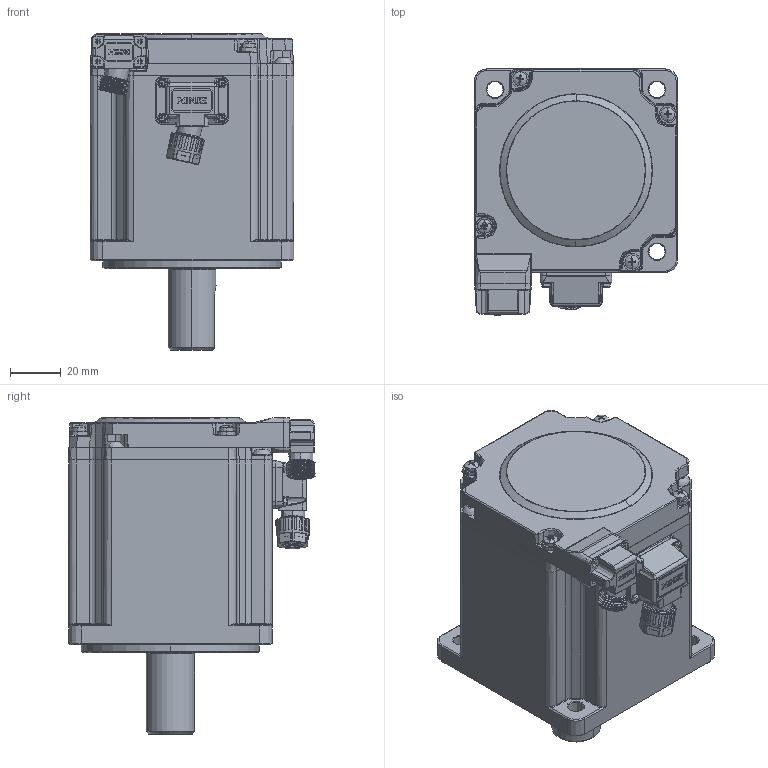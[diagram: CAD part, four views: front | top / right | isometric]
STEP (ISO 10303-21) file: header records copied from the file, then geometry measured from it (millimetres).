
FILE_DESCRIPTION (( 'STEP AP203' ), '1' );
FILE_NAME ('MS6H-80CM30B4-20P7.STEP', '2023-05-15T01:38:11', ( '' ), ( '' ), 'SwSTEP 2.0', 'SolidWorks 2016', '' );
FILE_SCHEMA (( 'CONFIG_CONTROL_DESIGN' ));
Length unit declared in the file: millimetre
Products named in the file (47): 諉華濮揤え; GB／T276-94深沟球轴承6201-TYH-SD; GB╱T 70.2-2015[内六角平圆头螺钉M4×12]_M4×12; DEET06F03511ZHAF_5.PRT_3; DEET06F03511ZHAF_5.PRT_4; MIAO074C9184OOID_17_PRT_PRT.PRT.1; stator_2; MS6H-80-GJ-02430-E0101 嘎殤; DEET06F03511ZHAF_14.PRT_2; MF5-CG-V0101 16mm晤鎢ん棠詩; MS6-ZT-E0101 粣迖; MS6H-80-DDZJ-02430-E0101 隅赽郪璃; rotor; MS6-80-B3-ZJ-1X1-210817 侜督萇儂蛌諉啣; _X2_6A6180F65708_X0_; 3; DEET06F03511ZHAF_5.PRT; MS6-PCBT-E0101 PCBÍÐ; 3.2.2; 3.3; 6pin_X2_5E955EA7_X0_; cross recessed pan head screws gb_GB_CROSS_SCREWS_TYPE1 M2.5X3-3  H type-N; _X2_96F64EF6_X0_1.1; MS6-80C-BMQG-E0101 晤鎢ん裔(呿蹋)-踱鰻; DEET06F03511ZHAF_14.PRT_3; DEET06F03511ZHAF_14.PRT; 3.2; MS6H-80-YTJS-02430-E0101 珨极儂旯; MS6H-80-HDG-E0101 綴傷裔; 20230110BM-晤鎢ん裔崝樓訇僅; MC-donli-conn; _X2_FF16FF50_X0_; DEET06F03511ZHAF_5.PRT_2; GB／T818-2000十字槽盘头螺钉M3×20-TYH-SD; MS6H-80CM30B4-20P7; 嘎殤蚐猾20x30x4-TYH-SD; MS6H-80-ZZZJ-02430-E0101 蛌赽郪璃; 6PIN_0817.prt.1; zhen-SD; GB／T276-94深沟球轴承6004-2Z-TYH-SD ...
Assembly tree (97 placements, depth 7):
  MS6H-80CM30B4-20P7
    嘎殤蚐猾20x30x4-TYH-SD
    MS6H-80-ZZZJ-02430-E0101 蛌赽郪璃
      MS6H-80C-Z-02430-E0101 ぱ籵粣
      GB／T276-94深沟球轴承6004-2Z-TYH-SD
      GB／T276-94深沟球轴承6201-TYH-SD
      rotor
      PM  x10
      MS6-ZT-E0101 粣迖
      MF5-CG-V0101 16mm晤鎢ん棠詩
    MS6H-80-DDZJ-02430-E0101 隅赽郪璃
      MS6H-80-YTJS-02430-E0101 珨极儂旯
      MS6-80-B3-ZJ-1X1-210817 侜督萇儂蛌諉啣
      stator_1
      stator_2
      zhen-SD  x24
      MS6H-80-GJ-02430-E0101 嘎殤  x12
    GB／T818-2000十字槽盘头螺钉M3×20-TYH-SD  x6
    MS6H-80-HDG-E0101 綴傷裔
    PCB板
    GB╱T 70.2-2015[内六角平圆头螺钉M4×12]_M4×12  x4
    20230110BM-晤鎢ん裔崝樓訇僅
    cross recessed pan head screws gb_GB_CROSS_SCREWS_TYPE1 M2.5X3-3  H type-N
    諉華濮揤え
    MS6-PCBT-E0101 PCBÍÐ
    _X2_FF16FF50_X0_
      _X2_6A6180F65708_X0_
      _X2_96F64EF6_X0_1.1
      MIAO074C9184OOID_17_PRT_PRT.PRT.1
      MC-donli-conn
        6pin_X2_5E955EA7_X0_
          _X2_87BA4E1D_X0_-L7.0
            3.2.2
              DEET06F03511ZHAF_5.PRT_4
              DEET06F03511ZHAF_14.PRT_4
            3.3
              DEET06F03511ZHAF_5.PRT_3
              DEET06F03511ZHAF_14.PRT_3
            3.2
              DEET06F03511ZHAF_5.PRT_2
              DEET06F03511ZHAF_14.PRT_2
            3
              DEET06F03511ZHAF_5.PRT
              DEET06F03511ZHAF_14.PRT
        6PIN_
          6PIN_0817.prt.1
    MS6-80C-BMQG-E0101 晤鎢ん裔(呿蹋)-踱鰻
Bounding box: 80 x 96.97 x 124.2 mm (x, y, z)
Volume: 380526.1 mm3; surface area: 263986.5 mm2
Topology: 92 solids, 92 shells, 6307 faces, 16265 edges, 10121 vertices
Faces by surface type: plane 2332, cylinder 2227, bspline 563, cone 490, torus 473, sphere 222
Entity records: 169686 total; most frequent: CARTESIAN_POINT 59113, ORIENTED_EDGE 22804, DIRECTION 20767, EDGE_CURVE 11402, AXIS2_PLACEMENT_3D 8032, VERTEX_POINT 7216, EDGE_LOOP 4782, VECTOR 4703
